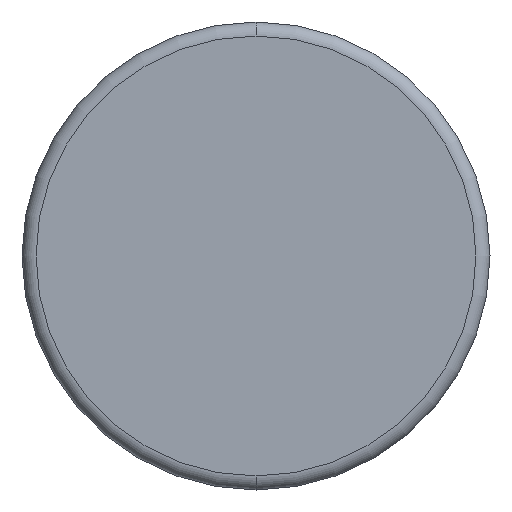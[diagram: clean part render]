
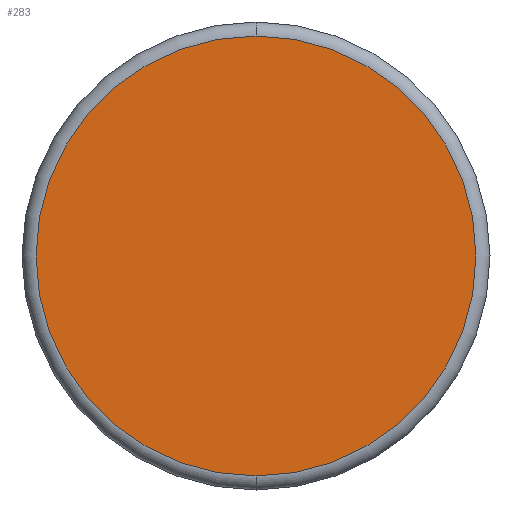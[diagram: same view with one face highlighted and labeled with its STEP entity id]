
A CAD part, front view. The second image highlights one B-rep face of the part: STEP entity #283.
In plain terms, the highlighted planar face has unit normal (0, -1, 0).
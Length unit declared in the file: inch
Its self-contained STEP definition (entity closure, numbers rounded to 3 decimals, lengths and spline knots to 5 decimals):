
#36 = CARTESIAN_POINT ( 'NONE',  ( 0., 0., 0. ) ) ;
#38 = VERTEX_POINT ( 'NONE', #108 ) ;
#68 = DIRECTION ( 'NONE',  ( 0., 0., -1. ) ) ;
#90 = AXIS2_PLACEMENT_3D ( 'NONE', #36, #158, #279 ) ;
#95 = CIRCLE ( 'NONE', #90, 0.47 ) ;
#98 = DIRECTION ( 'NONE',  ( 0., -1., 0. ) ) ;
#102 = EDGE_CURVE ( 'NONE', #120, #38, #259, .T. ) ;
#108 = CARTESIAN_POINT ( 'NONE',  ( 0., 0., -0.47 ) ) ;
#112 = EDGE_LOOP ( 'NONE', ( #328, #271 ) ) ;
#120 = VERTEX_POINT ( 'NONE', #145 ) ;
#141 = DIRECTION ( 'NONE',  ( 0., 0., -1. ) ) ;
#145 = CARTESIAN_POINT ( 'NONE',  ( 0., 0., 0.47 ) ) ;
#155 = AXIS2_PLACEMENT_3D ( 'NONE', #247, #98, #68 ) ;
#158 = DIRECTION ( 'NONE',  ( 0., -1., 0. ) ) ;
#166 = DIRECTION ( 'NONE',  ( 0., -1., 0. ) ) ;
#217 = AXIS2_PLACEMENT_3D ( 'NONE', #291, #166, #141 ) ;
#247 = CARTESIAN_POINT ( 'NONE',  ( 0., 0., 0. ) ) ;
#259 = CIRCLE ( 'NONE', #217, 0.47 ) ;
#269 = PLANE ( 'NONE',  #155 ) ;
#271 = ORIENTED_EDGE ( 'NONE', *, *, #102, .T. ) ;
#279 = DIRECTION ( 'NONE',  ( 0., 0., -1. ) ) ;
#283 = ADVANCED_FACE ( 'NONE', ( #352 ), #269, .T. ) ;
#291 = CARTESIAN_POINT ( 'NONE',  ( 0., 0., 0. ) ) ;
#297 = EDGE_CURVE ( 'NONE', #38, #120, #95, .T. ) ;
#328 = ORIENTED_EDGE ( 'NONE', *, *, #297, .T. ) ;
#352 = FACE_OUTER_BOUND ( 'NONE', #112, .T. ) ;
